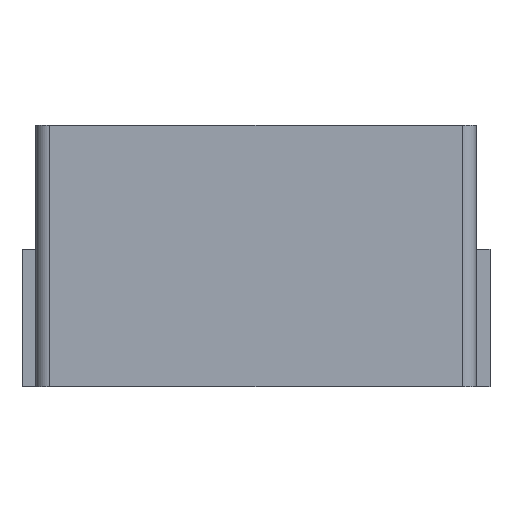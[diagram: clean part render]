
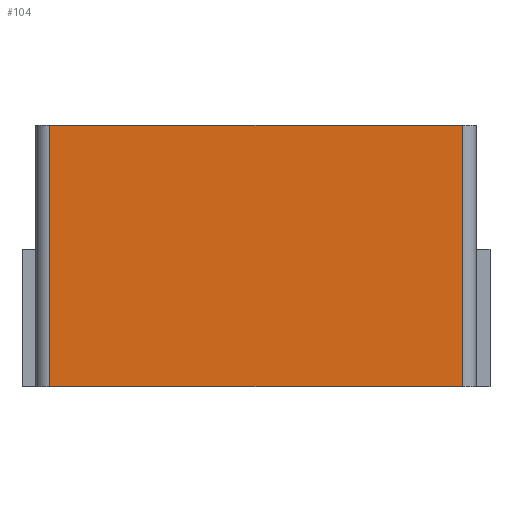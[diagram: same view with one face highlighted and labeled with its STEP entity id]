
A CAD part, front view. The second image highlights one B-rep face of the part: STEP entity #104.
In plain terms, the highlighted planar face has unit normal (0, -1, 0).
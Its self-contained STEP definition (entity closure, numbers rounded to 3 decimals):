
#104 = ADVANCED_FACE( '', ( #210 ), #211, .F. );
#210 = FACE_OUTER_BOUND( '', #315, .T. );
#211 = PLANE( '', #316 );
#315 = EDGE_LOOP( '', ( #571, #572, #573, #574 ) );
#316 = AXIS2_PLACEMENT_3D( '', #575, #576, #577 );
#571 = ORIENTED_EDGE( '', *, *, #649, .F. );
#572 = ORIENTED_EDGE( '', *, *, #688, .T. );
#573 = ORIENTED_EDGE( '', *, *, #733, .T. );
#574 = ORIENTED_EDGE( '', *, *, #699, .T. );
#575 = CARTESIAN_POINT( '', ( -1.6, -1.4, 1.9 ) );
#576 = DIRECTION( '', ( 0., 1., 0. ) );
#577 = DIRECTION( '', ( 0., 0., 1. ) );
#649 = EDGE_CURVE( '', #774, #776, #777, .T. );
#688 = EDGE_CURVE( '', #774, #839, #841, .T. );
#699 = EDGE_CURVE( '', #856, #776, #857, .F. );
#733 = EDGE_CURVE( '', #839, #856, #908, .T. );
#774 = VERTEX_POINT( '', #954 );
#776 = VERTEX_POINT( '', #956 );
#777 = LINE( '', #957, #958 );
#839 = VERTEX_POINT( '', #1044 );
#841 = LINE( '', #1046, #1047 );
#856 = VERTEX_POINT( '', #1069 );
#857 = LINE( '', #1070, #1071 );
#908 = LINE( '', #1147, #1148 );
#954 = CARTESIAN_POINT( '', ( -1.5, -1.4, 1.9 ) );
#956 = CARTESIAN_POINT( '', ( 1.5, -1.4, 1.9 ) );
#957 = CARTESIAN_POINT( '', ( -1.6, -1.4, 1.9 ) );
#958 = VECTOR( '', #1198, 1000. );
#1044 = CARTESIAN_POINT( '', ( -1.5, -1.4, 0. ) );
#1046 = CARTESIAN_POINT( '', ( -1.5, -1.4, 1.9 ) );
#1047 = VECTOR( '', #1241, 1000. );
#1069 = CARTESIAN_POINT( '', ( 1.5, -1.4, 0. ) );
#1070 = CARTESIAN_POINT( '', ( 1.5, -1.4, 1.9 ) );
#1071 = VECTOR( '', #1249, 1000. );
#1147 = CARTESIAN_POINT( '', ( -1.6, -1.4, 0. ) );
#1148 = VECTOR( '', #1281, 1000. );
#1198 = DIRECTION( '', ( 1., 0., 0. ) );
#1241 = DIRECTION( '', ( 0., 0., -1. ) );
#1249 = DIRECTION( '', ( 0., 0., -1. ) );
#1281 = DIRECTION( '', ( 1., 0., 0. ) );
